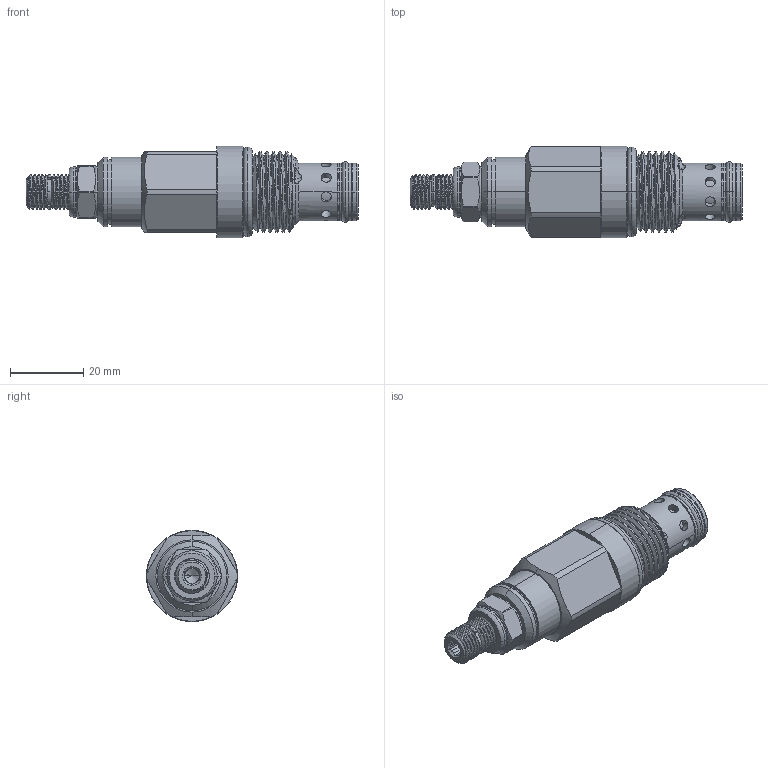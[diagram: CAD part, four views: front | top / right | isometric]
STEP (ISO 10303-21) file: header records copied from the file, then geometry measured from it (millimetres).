
FILE_DESCRIPTION (( 'STEP AP203' ), '1' );
FILE_NAME ('RP10W2G-L.STEP', '2020-03-24T03:49:57', ( '' ), ( '' ), 'SwSTEP 2.0', 'SolidWorks 2018', '' );
FILE_SCHEMA (( 'CONFIG_CONTROL_DESIGN' ));
Length unit declared in the file: millimetre
Products named in the file (1): RP10W2G-L
Bounding box: 90.86 x 25 x 25 mm (x, y, z)
Volume: 25428 mm3; surface area: 8614.4 mm2
Topology: 6 solids, 6 shells, 262 faces, 626 edges, 389 vertices
Faces by surface type: cylinder 120, plane 58, torus 34, cone 33, bspline 9, sphere 8
Entity records: 17244 total; most frequent: CARTESIAN_POINT 11354, ORIENTED_EDGE 1248, DIRECTION 1201, EDGE_CURVE 624, AXIS2_PLACEMENT_3D 505, VERTEX_POINT 389, EDGE_LOOP 285, ADVANCED_FACE 262
